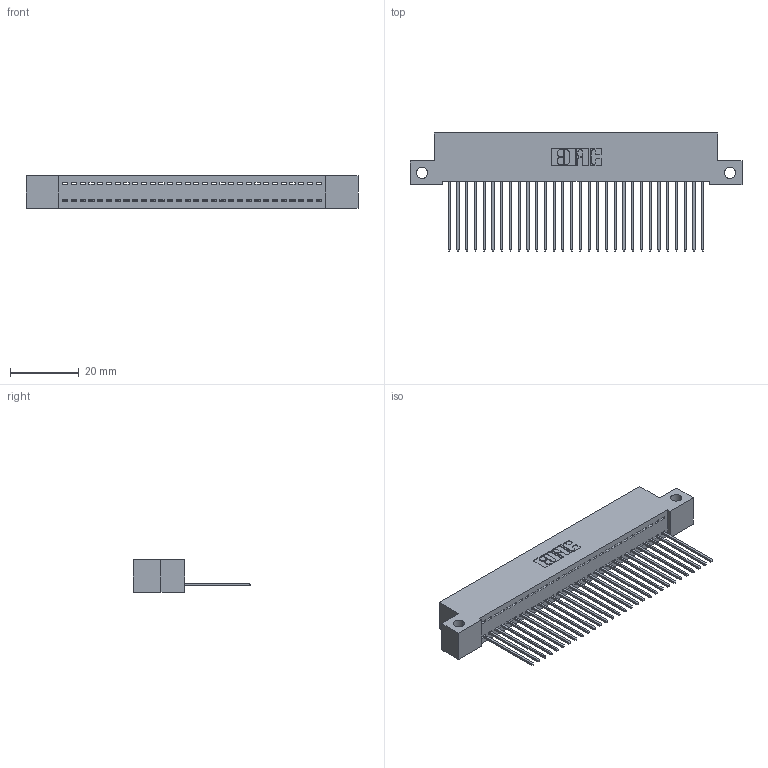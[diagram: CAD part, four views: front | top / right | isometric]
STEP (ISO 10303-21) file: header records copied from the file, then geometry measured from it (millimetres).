
FILE_DESCRIPTION (( 'STEP AP203' ), '1' );
FILE_NAME ('392-030-541-112.STEP', '2019-10-07T13:29:27', ( '' ), ( '' ), 'SwSTEP 2.0', 'SolidWorks 2016', '' );
FILE_SCHEMA (( 'CONFIG_CONTROL_DESIGN' ));
Length unit declared in the file: inch
Products named in the file (3): 342 Part_Side Mount; 345-292-001_345-293-141; 392-030-541-112
Assembly tree (31 placements, depth 2):
  392-030-541-112
    342 Part_Side Mount
    345-292-001_345-293-141  x30
Bounding box: 96.52 x 34.3 x 9.4 mm (x, y, z)
Volume: 8443.7 mm3; surface area: 12575 mm2
Topology: 31 solids, 31 shells, 1850 faces, 5579 edges, 3678 vertices
Faces by surface type: plane 1326, cylinder 524
Entity records: 19781 total; most frequent: CARTESIAN_POINT 3420, ORIENTED_EDGE 3386, DIRECTION 2909, EDGE_CURVE 1693, LINE 1565, VECTOR 1565, VERTEX_POINT 1126, AXIS2_PLACEMENT_3D 672
